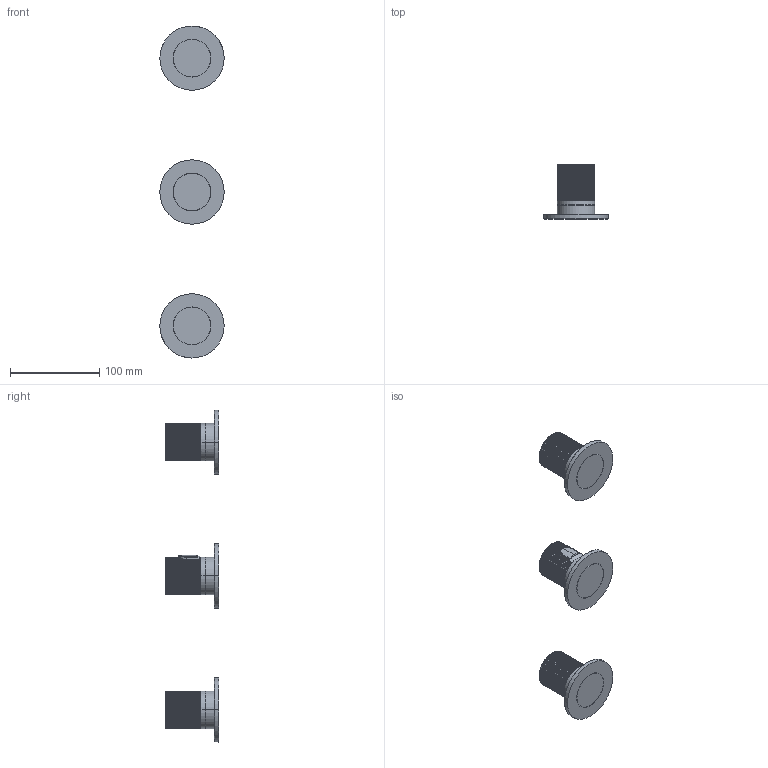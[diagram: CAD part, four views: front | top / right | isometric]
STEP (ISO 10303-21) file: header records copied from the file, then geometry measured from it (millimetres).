
FILE_DESCRIPTION((''),'2;1');
FILE_NAME('15790_ASM','2025-12-19T18:45:27',('miqia'),(''),'CREO PARAMETRIC BY PTC INC, 2019010','CREO PARAMETRIC BY PTC INC, 2019010','');
FILE_SCHEMA(('CONFIG_CONTROL_DESIGN'));
Length unit declared in the file: millimetre
Products named in the file (15): 15790_2_1; 15790_2_2; 15790_2_3; 15790_2_ASM; 64671_1_ASM_1_1; 64671-01_2_1_1; 64671-02_2_1_1; 64671-03_1_1_1; 64671-T_ASM_1_ASM_1_ASM_1_ASM; 64671_ASM_1_ASM_1_ASM_1_ASM; 64671_ASM_1_ASM_1_ASM; EVO-T_ASM_1_ASM; EVO-T-01_ASM; EVO-D; 15790_ASM
Assembly tree (15 placements, depth 7):
  15790_ASM
    15790_2_ASM
      15790_2_1
      15790_2_2
      15790_2_3
    EVO-T-01_ASM
      EVO-T_ASM_1_ASM
        64671_ASM_1_ASM_1_ASM
          64671_ASM_1_ASM_1_ASM_1_ASM
            64671_1_ASM_1_1
            64671-T_ASM_1_ASM_1_ASM_1_ASM
              64671-01_2_1_1
              64671-02_2_1_1
              64671-03_1_1_1
    EVO-D  x2
Bounding box: 72 x 60 x 372 mm (x, y, z)
Volume: 319647.8 mm3; surface area: 69522.8 mm2
Topology: 7 solids, 14 shells, 1739 faces, 4884 edges, 3172 vertices
Faces by surface type: cylinder 684, plane 609, torus 395, bspline 33, cone 12, sphere 4, extrusion 2
Entity records: 63409 total; most frequent: CARTESIAN_POINT 32316, ORIENTED_EDGE 6919, DIRECTION 5976, EDGE_CURVE 3469, VERTEX_POINT 2272, AXIS2_PLACEMENT_3D 2175, VECTOR 1626, LINE 1624
